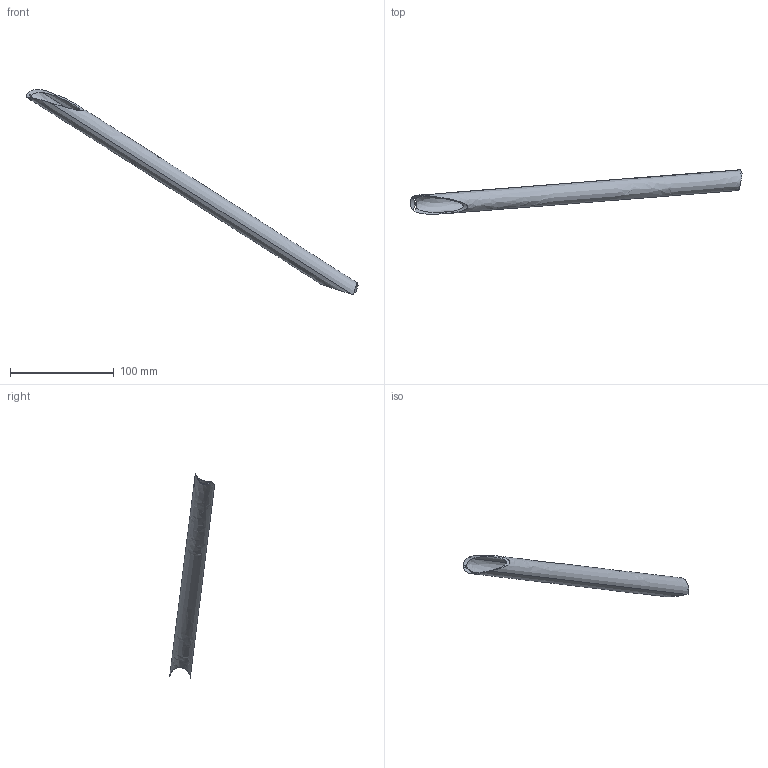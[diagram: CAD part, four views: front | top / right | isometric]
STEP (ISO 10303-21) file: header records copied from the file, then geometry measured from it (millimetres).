
FILE_DESCRIPTION(('CATIA V5 STEP Exchange'),'2;1');
FILE_NAME('52.stp','2018-12-01T17:58:38+00:00',('none'),('none'),'CATIA Version 5 Release 19 SP 2 (IN-10)','CATIA V5 STEP AP203','none');
FILE_SCHEMA(('CONFIG_CONTROL_DESIGN'));
Length unit declared in the file: millimetre
Products named in the file (1): Symmetry of Shape_740
Bounding box: 319.57 x 43.24 x 197.86 mm (x, y, z)
Volume: 29215.5 mm3; surface area: 39590.1 mm2
Topology: 1 solids, 1 shells, 13 faces, 42 edges, 29 vertices
Faces by surface type: bspline 10, cylinder 3
Entity records: 1107 total; most frequent: CARTESIAN_POINT 817, ORIENTED_EDGE 84, EDGE_CURVE 42, B_SPLINE_CURVE_WITH_KNOTS 36, VERTEX_POINT 29, ADVANCED_FACE 13, EDGE_LOOP 13, FACE_OUTER_BOUND 13
